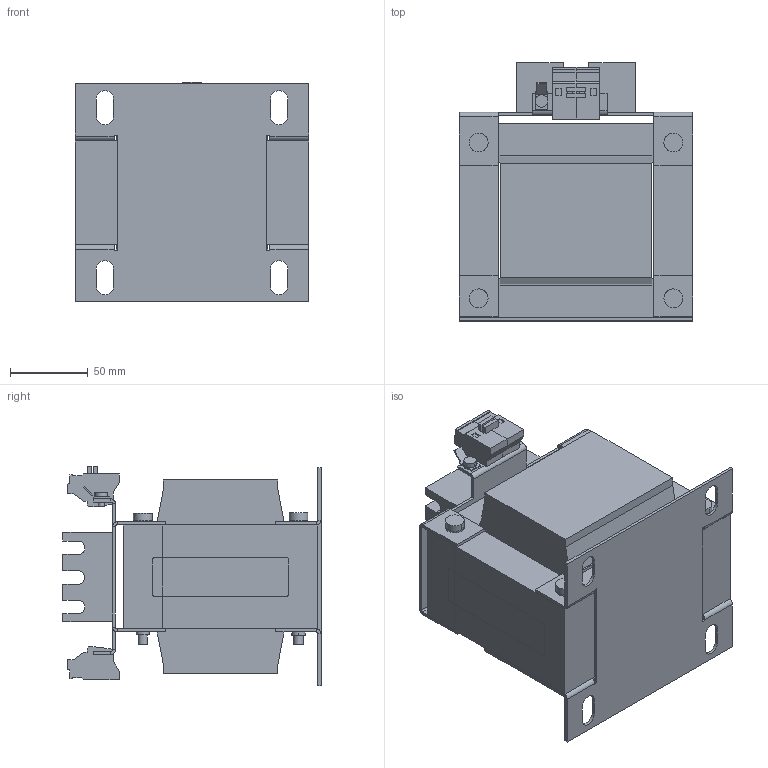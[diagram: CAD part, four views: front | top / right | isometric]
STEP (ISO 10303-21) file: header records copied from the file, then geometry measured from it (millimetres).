
FILE_DESCRIPTION (( 'STEP AP214' ), '1' );
FILE_NAME ('764139.STEP', '2023-08-22T11:03:17', ( '' ), ( '' ), 'SwSTEP 2.0', 'SolidWorks 2018', '' );
FILE_SCHEMA (( 'AUTOMOTIVE_DESIGN' ));
Length unit declared in the file: millimetre
Products named in the file (1): 764139
Bounding box: 150.1 x 165.75 x 141 mm (x, y, z)
Volume: 1859029.2 mm3; surface area: 223076.5 mm2
Topology: 1 solids, 1 shells, 481 faces, 1213 edges, 769 vertices
Faces by surface type: plane 363, cylinder 118
Entity records: 14275 total; most frequent: CARTESIAN_POINT 2464, ORIENTED_EDGE 2426, DIRECTION 2419, EDGE_CURVE 1213, LINE 971, VECTOR 971, VERTEX_POINT 769, AXIS2_PLACEMENT_3D 724
